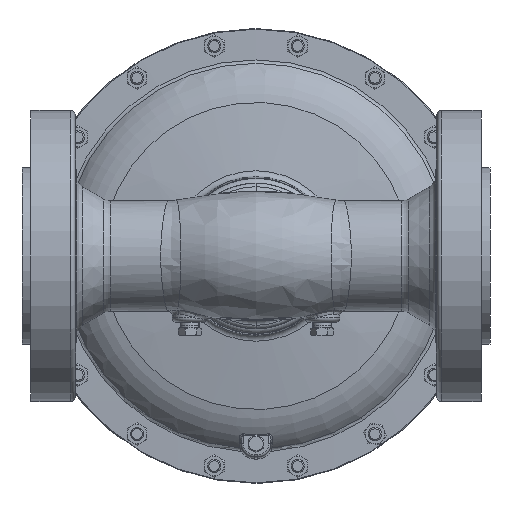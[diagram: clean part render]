
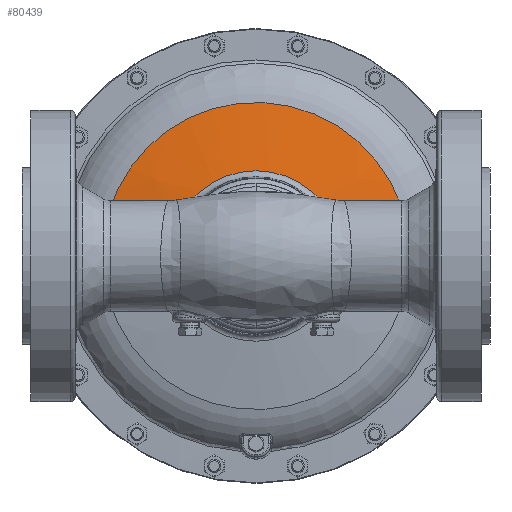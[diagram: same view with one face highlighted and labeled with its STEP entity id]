
A CAD part, front view. The second image highlights one B-rep face of the part: STEP entity #80439.
In plain terms, the highlighted spherical face has radius 584.2 mm.
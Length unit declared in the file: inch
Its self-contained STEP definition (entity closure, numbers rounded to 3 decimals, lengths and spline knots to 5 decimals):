
#3246 = EDGE_CURVE ( 'NONE', #40471, #58261, #75514, .T. ) ;
#4208 = CARTESIAN_POINT ( 'NONE',  ( -3.45878, 8.1598, 0.18098 ) ) ;
#11873 = CARTESIAN_POINT ( 'NONE',  ( -3.81365, 8.22214, 0.53238 ) ) ;
#12441 = CARTESIAN_POINT ( 'NONE',  ( -3.49341, 8.16587, 0.26226 ) ) ;
#13846 = ORIENTED_EDGE ( 'NONE', *, *, #35630, .T. ) ;
#17136 = CARTESIAN_POINT ( 'NONE',  ( -3.44882, 8.15805, 0.15177 ) ) ;
#19122 = DIRECTION ( 'NONE',  ( 0., 0., 1. ) ) ;
#21454 = CARTESIAN_POINT ( 'NONE',  ( 0., 8.31191, 0. ) ) ;
#24204 = CARTESIAN_POINT ( 'NONE',  ( -4.3229, 8.31191, 0.45036 ) ) ;
#24753 = CARTESIAN_POINT ( 'NONE',  ( -3.78266, 8.21669, 0.52115 ) ) ;
#25312 = CARTESIAN_POINT ( 'NONE',  ( -3.4659, 8.16105, 0.20184 ) ) ;
#27635 = CARTESIAN_POINT ( 'NONE',  ( -3.45878, 8.1598, 0.18098 ) ) ;
#28952 = ORIENTED_EDGE ( 'NONE', *, *, #98835, .T. ) ;
#29064 = DIRECTION ( 'NONE',  ( 0., 0., -1. ) ) ;
#29980 = CARTESIAN_POINT ( 'NONE',  ( -3.43398, 8.15544, 0.07672 ) ) ;
#32849 = AXIS2_PLACEMENT_3D ( 'NONE', #33144, #122626, #46046 ) ;
#33144 = CARTESIAN_POINT ( 'NONE',  ( 0., 30.89752, 0. ) ) ;
#34342 = DIRECTION ( 'NONE',  ( -1., 0., 0. ) ) ;
#35630 = EDGE_CURVE ( 'NONE', #58261, #109315, #161381, .T. ) ;
#36650 = EDGE_LOOP ( 'NONE', ( #13846, #85531, #156009, #48375, #28952, #157689 ) ) ;
#37107 = CARTESIAN_POINT ( 'NONE',  ( -4.1683, 8.28462, 0.53158 ) ) ;
#37552 = FACE_OUTER_BOUND ( 'NONE', #36650, .T. ) ;
#37679 = CARTESIAN_POINT ( 'NONE',  ( -3.74221, 8.20958, 0.50359 ) ) ;
#40471 = VERTEX_POINT ( 'NONE', #116178 ) ;
#41235 = DIRECTION ( 'NONE',  ( 0., 1., 0. ) ) ;
#41849 = EDGE_CURVE ( 'NONE', #138146, #104684, #44396, .T. ) ;
#42912 = CARTESIAN_POINT ( 'NONE',  ( -3.4296, 8.15468, 0.03077 ) ) ;
#44396 = CIRCLE ( 'NONE', #51704, 2.41202 ) ;
#44875 = CARTESIAN_POINT ( 'NONE',  ( 0., 30.89752, 0. ) ) ;
#46046 = DIRECTION ( 'NONE',  ( 1., 0., 0. ) ) ;
#48375 = ORIENTED_EDGE ( 'NONE', *, *, #92026, .F. ) ;
#49988 = CARTESIAN_POINT ( 'NONE',  ( -4.10467, 8.2734, 0.54891 ) ) ;
#50540 = CARTESIAN_POINT ( 'NONE',  ( -3.68516, 8.19955, 0.47134 ) ) ;
#50602 = CIRCLE ( 'NONE', #119591, 23. ) ;
#51704 = AXIS2_PLACEMENT_3D ( 'NONE', #117812, #41235, #130675 ) ;
#55792 = CARTESIAN_POINT ( 'NONE',  ( -3.42898, 8.15457, 0. ) ) ;
#58261 = VERTEX_POINT ( 'NONE', #27635 ) ;
#62853 = CARTESIAN_POINT ( 'NONE',  ( -4.0401, 8.26202, 0.5586 ) ) ;
#63429 = CARTESIAN_POINT ( 'NONE',  ( -3.63209, 8.19023, 0.43252 ) ) ;
#69792 = CIRCLE ( 'NONE', #70919, 4.34629 ) ;
#70919 = AXIS2_PLACEMENT_3D ( 'NONE', #21454, #110961, #34342 ) ;
#75188 = CARTESIAN_POINT ( 'NONE',  ( -4.24929, 8.29891, 0.49843 ) ) ;
#75514 = B_SPLINE_CURVE_WITH_KNOTS ( 'NONE', 3,
 ( #24204, #125992, #75188, #113701, #37107, #126554, #49988, #139433, #62853, #152317, #75752, #165181, #88533, #11873, #101414, #24753, #114242, #37679, #127110, #50540, #139973, #63429, #152876, #76297, #165735, #89104, #12441, #101973, #25312, #114802 ),
 .UNSPECIFIED., .F., .F.,
 ( 4, 2, 2, 2, 2, 2, 2, 2, 2, 2, 2, 2, 2, 2, 4 ),
 ( 0., 0.00337, 0.00505, 0.00673, 0.00841, 0.0101, 0.01346, 0.0143, 0.01514, 0.01683, 0.01851, 0.02019, 0.02356, 0.02524, 0.02692 ),
 .UNSPECIFIED. ) ;
#75752 = CARTESIAN_POINT ( 'NONE',  ( -3.97449, 8.25046, 0.56073 ) ) ;
#76297 = CARTESIAN_POINT ( 'NONE',  ( -3.56757, 8.17889, 0.37188 ) ) ;
#77047 = AXIS2_PLACEMENT_3D ( 'NONE', #44875, #19122, #95758 ) ;
#80439 = ADVANCED_FACE ( 'NONE', ( #37552 ), #139589, .T. ) ;
#84587 = CARTESIAN_POINT ( 'NONE',  ( -3.42898, 8.15457, 0. ) ) ;
#85531 = ORIENTED_EDGE ( 'NONE', *, *, #106718, .T. ) ;
#88533 = CARTESIAN_POINT ( 'NONE',  ( -3.86585, 8.23133, 0.54848 ) ) ;
#89104 = CARTESIAN_POINT ( 'NONE',  ( -3.50429, 8.16779, 0.28188 ) ) ;
#92026 = EDGE_CURVE ( 'NONE', #163486, #104684, #50602, .T. ) ;
#95758 = DIRECTION ( 'NONE',  ( 1., 0., 0. ) ) ;
#98835 = EDGE_CURVE ( 'NONE', #163486, #40471, #69792, .T. ) ;
#101414 = CARTESIAN_POINT ( 'NONE',  ( -3.80328, 8.22032, 0.52885 ) ) ;
#101973 = CARTESIAN_POINT ( 'NONE',  ( -3.47424, 8.16251, 0.22228 ) ) ;
#102743 = CARTESIAN_POINT ( 'NONE',  ( 4.34629, 8.31191, 0. ) ) ;
#104670 = CIRCLE ( 'NONE', #32849, 23. ) ;
#104684 = VERTEX_POINT ( 'NONE', #124522 ) ;
#105732 = CARTESIAN_POINT ( 'NONE',  ( 0., 30.89752, 0. ) ) ;
#106649 = CARTESIAN_POINT ( 'NONE',  ( -3.44142, 8.15675, 0.12205 ) ) ;
#106718 = EDGE_CURVE ( 'NONE', #109315, #138146, #104670, .T. ) ;
#109315 = VERTEX_POINT ( 'NONE', #84587 ) ;
#110961 = DIRECTION ( 'NONE',  ( 0., -1., 0. ) ) ;
#113701 = CARTESIAN_POINT ( 'NONE',  ( -4.18901, 8.28828, 0.52414 ) ) ;
#114242 = CARTESIAN_POINT ( 'NONE',  ( -3.7724, 8.21489, 0.51696 ) ) ;
#114802 = CARTESIAN_POINT ( 'NONE',  ( -3.45878, 8.1598, 0.18098 ) ) ;
#116178 = CARTESIAN_POINT ( 'NONE',  ( -4.3229, 8.31191, 0.45036 ) ) ;
#117812 = CARTESIAN_POINT ( 'NONE',  ( 0., 8.02435, 0. ) ) ;
#118522 = DIRECTION ( 'NONE',  ( -1., 0., 0. ) ) ;
#119482 = CARTESIAN_POINT ( 'NONE',  ( -3.43211, 8.15512, 0.06149 ) ) ;
#119591 = AXIS2_PLACEMENT_3D ( 'NONE', #105732, #29064, #118522 ) ;
#122097 = CARTESIAN_POINT ( 'NONE',  ( -2.41202, 8.02435, 0. ) ) ;
#122626 = DIRECTION ( 'NONE',  ( 0., 0., 1. ) ) ;
#124522 = CARTESIAN_POINT ( 'NONE',  ( 2.41202, 8.02435, 0. ) ) ;
#125992 = CARTESIAN_POINT ( 'NONE',  ( -4.28725, 8.30562, 0.47677 ) ) ;
#126554 = CARTESIAN_POINT ( 'NONE',  ( -4.12599, 8.27716, 0.544 ) ) ;
#127110 = CARTESIAN_POINT ( 'NONE',  ( -3.72275, 8.20616, 0.49357 ) ) ;
#130675 = DIRECTION ( 'NONE',  ( 1., 0., 0. ) ) ;
#132345 = CARTESIAN_POINT ( 'NONE',  ( -3.42898, 8.15457, 0.01533 ) ) ;
#138146 = VERTEX_POINT ( 'NONE', #122097 ) ;
#139433 = CARTESIAN_POINT ( 'NONE',  ( -4.06173, 8.26583, 0.55621 ) ) ;
#139589 = SPHERICAL_SURFACE ( 'NONE', #77047, 23. ) ;
#139973 = CARTESIAN_POINT ( 'NONE',  ( -3.66703, 8.19636, 0.45913 ) ) ;
#152317 = CARTESIAN_POINT ( 'NONE',  ( -3.99654, 8.25434, 0.56087 ) ) ;
#152876 = CARTESIAN_POINT ( 'NONE',  ( -3.61519, 8.18726, 0.41799 ) ) ;
#156009 = ORIENTED_EDGE ( 'NONE', *, *, #41849, .T. ) ;
#157689 = ORIENTED_EDGE ( 'NONE', *, *, #3246, .T. ) ;
#161381 = B_SPLINE_CURVE_WITH_KNOTS ( 'NONE', 3,
 ( #4208, #17136, #106649, #29980, #119482, #42912, #132345, #55792 ),
 .UNSPECIFIED., .F., .F.,
 ( 4, 2, 2, 4 ),
 ( 0., 0.00233, 0.0035, 0.00467 ),
 .UNSPECIFIED. ) ;
#163486 = VERTEX_POINT ( 'NONE', #102743 ) ;
#165181 = CARTESIAN_POINT ( 'NONE',  ( -3.90867, 8.23887, 0.55641 ) ) ;
#165735 = CARTESIAN_POINT ( 'NONE',  ( -3.53985, 8.17403, 0.33785 ) ) ;
